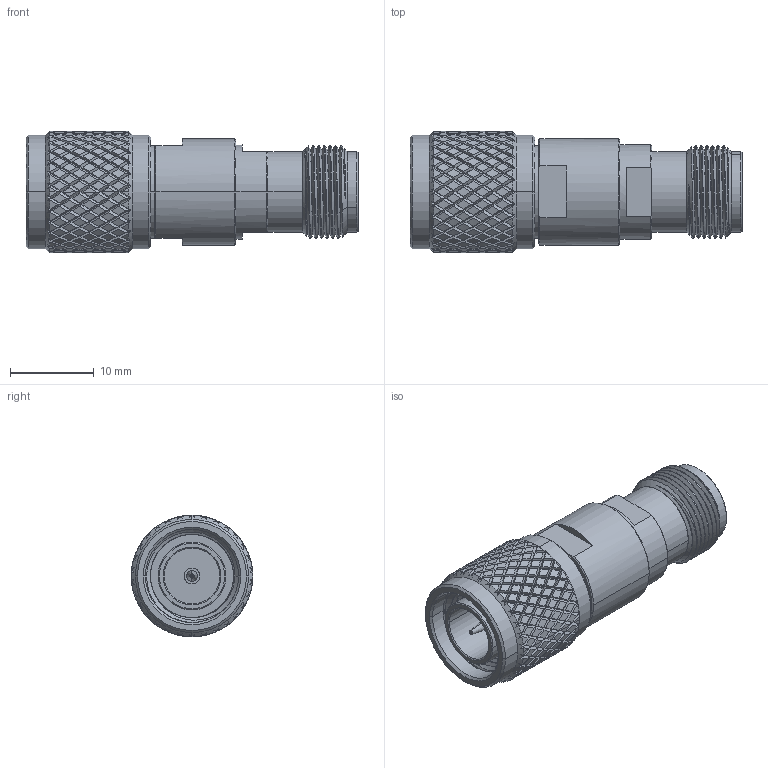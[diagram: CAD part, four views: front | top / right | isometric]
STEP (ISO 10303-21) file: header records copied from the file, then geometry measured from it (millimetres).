
FILE_DESCRIPTION (( 'STEP AP203' ), '1' );
FILE_NAME ('SA18T5W-03.step', '2018-09-27T19:38:43', ( '' ), ( '' ), 'SwSTEP 2.0', 'SolidWorks 2017', '' );
FILE_SCHEMA (( 'CONFIG_CONTROL_DESIGN' ));
Products named in the file (1): SA18T5W-03
Bounding box: 39.62 x 14.5 x 14.5 mm (x, y, z)
Volume: 3868.6 mm3; surface area: 3253.1 mm2
Topology: 1 solids, 1 shells, 1641 faces, 3481 edges, 1854 vertices
Faces by surface type: bspline 1208, cylinder 339, plane 51, cone 43
Entity records: 75891 total; most frequent: CARTESIAN_POINT 54168, ORIENTED_EDGE 6962, EDGE_CURVE 3481, VERTEX_POINT 1854, EDGE_LOOP 1653, FACE_OUTER_BOUND 1641, ADVANCED_FACE 1641, DIRECTION 1433
